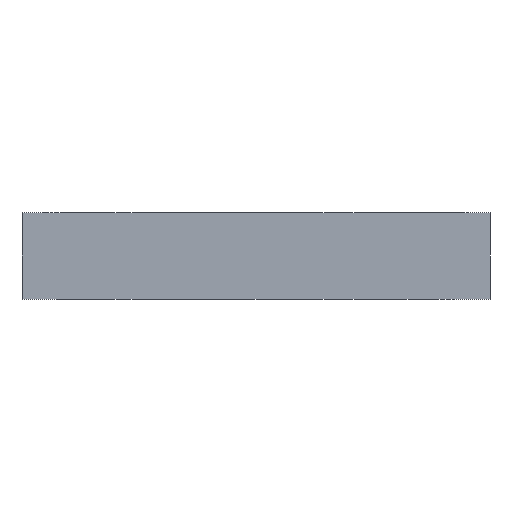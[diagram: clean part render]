
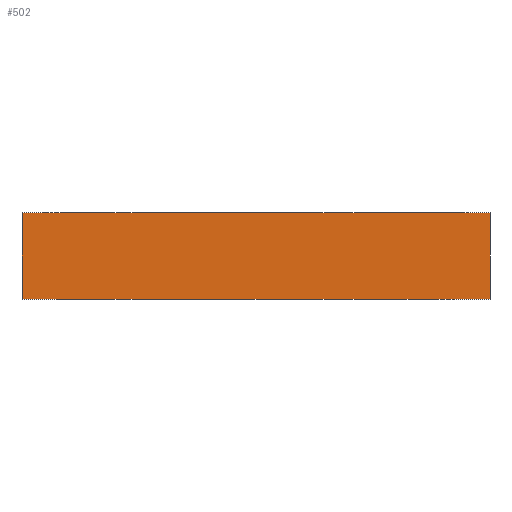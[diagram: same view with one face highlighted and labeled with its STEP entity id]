
A CAD part, front view. The second image highlights one B-rep face of the part: STEP entity #502.
In plain terms, the highlighted planar face has unit normal (0, -1, 0).
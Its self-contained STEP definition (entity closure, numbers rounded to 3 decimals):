
#28 = DIRECTION ( 'NONE',  ( 1., 0., 0. ) ) ;
#38 = CARTESIAN_POINT ( 'NONE',  ( 0., 0., 12. ) ) ;
#99 = DIRECTION ( 'NONE',  ( 0., 1., 0. ) ) ;
#120 = VERTEX_POINT ( 'NONE', #187 ) ;
#133 = VERTEX_POINT ( 'NONE', #473 ) ;
#187 = CARTESIAN_POINT ( 'NONE',  ( 0., 0., 0. ) ) ;
#244 = DIRECTION ( 'NONE',  ( 1., 0., 0. ) ) ;
#246 = CARTESIAN_POINT ( 'NONE',  ( 0., 0., 0. ) ) ;
#258 = DIRECTION ( 'NONE',  ( 0., 0., -1. ) ) ;
#260 = CARTESIAN_POINT ( 'NONE',  ( 0., 0., 12. ) ) ;
#275 = CARTESIAN_POINT ( 'NONE',  ( 0., 0., 12. ) ) ;
#311 = CARTESIAN_POINT ( 'NONE',  ( 65., 0., 12. ) ) ;
#400 = CARTESIAN_POINT ( 'NONE',  ( 65., 0., 0. ) ) ;
#403 = DIRECTION ( 'NONE',  ( 0., 0., 1. ) ) ;
#422 = PLANE ( 'NONE',  #1065 ) ;
#448 = VERTEX_POINT ( 'NONE', #38 ) ;
#467 = VERTEX_POINT ( 'NONE', #400 ) ;
#473 = CARTESIAN_POINT ( 'NONE',  ( 65., 0., 12. ) ) ;
#487 = DIRECTION ( 'NONE',  ( 0., 0., -1. ) ) ;
#488 = CARTESIAN_POINT ( 'NONE',  ( 0., 0., 12. ) ) ;
#502 = ADVANCED_FACE ( 'NONE', ( #978 ), #422, .F. ) ;
#549 = VECTOR ( 'NONE', #244, 1000. ) ;
#562 = LINE ( 'NONE', #275, #836 ) ;
#592 = ORIENTED_EDGE ( 'NONE', *, *, #1088, .F. ) ;
#620 = LINE ( 'NONE', #246, #549 ) ;
#703 = LINE ( 'NONE', #260, #873 ) ;
#763 = ORIENTED_EDGE ( 'NONE', *, *, #1148, .T. ) ;
#798 = VECTOR ( 'NONE', #487, 1000. ) ;
#836 = VECTOR ( 'NONE', #258, 1000. ) ;
#848 = EDGE_LOOP ( 'NONE', ( #926, #592, #925, #763 ) ) ;
#873 = VECTOR ( 'NONE', #28, 1000. ) ;
#925 = ORIENTED_EDGE ( 'NONE', *, *, #1124, .F. ) ;
#926 = ORIENTED_EDGE ( 'NONE', *, *, #1046, .T. ) ;
#929 = LINE ( 'NONE', #311, #798 ) ;
#978 = FACE_OUTER_BOUND ( 'NONE', #848, .T. ) ;
#1046 = EDGE_CURVE ( 'NONE', #120, #467, #620, .T. ) ;
#1065 = AXIS2_PLACEMENT_3D ( 'NONE', #488, #99, #403 ) ;
#1088 = EDGE_CURVE ( 'NONE', #133, #467, #929, .T. ) ;
#1124 = EDGE_CURVE ( 'NONE', #448, #133, #703, .T. ) ;
#1148 = EDGE_CURVE ( 'NONE', #448, #120, #562, .T. ) ;
